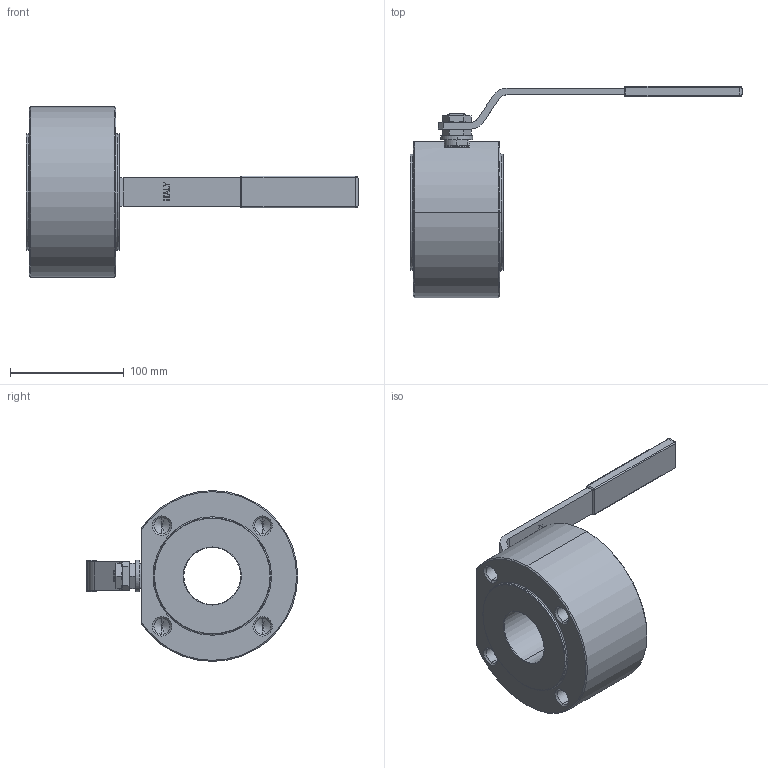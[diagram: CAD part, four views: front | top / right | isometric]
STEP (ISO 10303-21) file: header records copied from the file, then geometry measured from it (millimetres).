
FILE_DESCRIPTION (( 'STEP AP203' ), '1' );
FILE_NAME ('72200010.STEP', '2009-07-16T08:30:17', ( 'valpress' ), ( 'idem' ), 'SwSTEP 2.0', 'SolidWorks 2008', '' );
FILE_SCHEMA (( 'CONFIG_CONTROL_DESIGN' ));
Length unit declared in the file: millimetre
Products named in the file (1): 72200010
Bounding box: 291.5 x 185.6 x 150 mm (x, y, z)
Volume: 1184819.9 mm3; surface area: 117165.3 mm2
Topology: 1 solids, 3 shells, 357 faces, 892 edges, 536 vertices
Faces by surface type: plane 129, cylinder 99, cone 99, torus 18, bspline 8, sphere 4
Entity records: 11218 total; most frequent: CARTESIAN_POINT 2819, DIRECTION 1752, ORIENTED_EDGE 1736, EDGE_CURVE 868, AXIS2_PLACEMENT_3D 668, VERTEX_POINT 536, VECTOR 416, LINE 416
